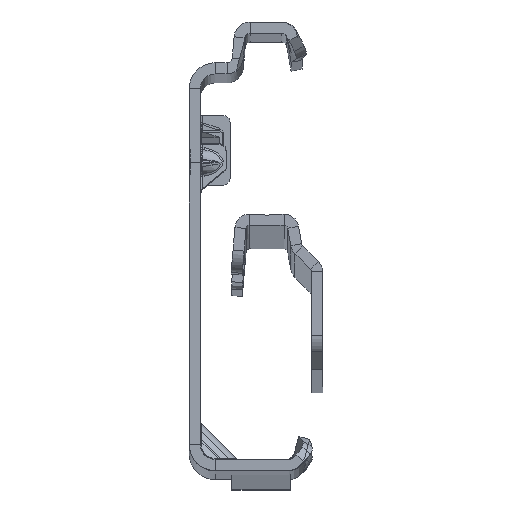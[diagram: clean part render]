
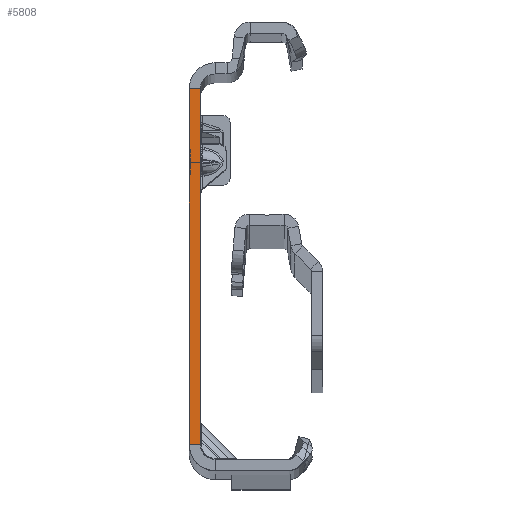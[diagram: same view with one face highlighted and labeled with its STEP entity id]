
A CAD part, top view. The second image highlights one B-rep face of the part: STEP entity #5808.
In plain terms, the highlighted planar face has unit normal (0, 0, 1).
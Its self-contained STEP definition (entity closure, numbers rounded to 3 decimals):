
#99 = CARTESIAN_POINT ( 'NONE',  ( -1.5, -25.865, 0. ) ) ;
#632 = VECTOR ( 'NONE', #1554, 1000. ) ;
#1554 = DIRECTION ( 'NONE',  ( -1., 0., 0. ) ) ;
#1652 = EDGE_CURVE ( 'NONE', #10254, #10105, #7815, .T. ) ;
#1705 = PLANE ( 'NONE',  #7378 ) ;
#1943 = EDGE_CURVE ( 'NONE', #10254, #13906, #3784, .T. ) ;
#2069 = ORIENTED_EDGE ( 'NONE', *, *, #1943, .F. ) ;
#2566 = VERTEX_POINT ( 'NONE', #99 ) ;
#2719 = DIRECTION ( 'NONE',  ( -1., 0., 0. ) ) ;
#2762 = ORIENTED_EDGE ( 'NONE', *, *, #6015, .F. ) ;
#2855 = CARTESIAN_POINT ( 'NONE',  ( 0., -25.865, 0. ) ) ;
#3299 = VECTOR ( 'NONE', #2719, 1000. ) ;
#3419 = ORIENTED_EDGE ( 'NONE', *, *, #10601, .T. ) ;
#3670 = VECTOR ( 'NONE', #4345, 1000. ) ;
#3784 = LINE ( 'NONE', #5038, #13775 ) ;
#4054 = CARTESIAN_POINT ( 'NONE',  ( -1.5, -27.865, 0. ) ) ;
#4345 = DIRECTION ( 'NONE',  ( 0., -1., 0. ) ) ;
#4481 = CARTESIAN_POINT ( 'NONE',  ( 0., 22.135, 0. ) ) ;
#5038 = CARTESIAN_POINT ( 'NONE',  ( 0., -27.865, 0. ) ) ;
#5311 = CARTESIAN_POINT ( 'NONE',  ( 0., 22.135, 0. ) ) ;
#5385 = DIRECTION ( 'NONE',  ( 1., 0., 0. ) ) ;
#5808 = ADVANCED_FACE ( 'NONE', ( #13965 ), #1705, .T. ) ;
#6015 = EDGE_CURVE ( 'NONE', #13906, #2566, #12542, .T. ) ;
#6266 = DIRECTION ( 'NONE',  ( 0., -1., 0. ) ) ;
#6485 = ORIENTED_EDGE ( 'NONE', *, *, #1652, .T. ) ;
#7378 = AXIS2_PLACEMENT_3D ( 'NONE', #11906, #10120, #5385 ) ;
#7815 = LINE ( 'NONE', #5311, #632 ) ;
#10105 = VERTEX_POINT ( 'NONE', #14515 ) ;
#10120 = DIRECTION ( 'NONE',  ( 0., 0., 1. ) ) ;
#10254 = VERTEX_POINT ( 'NONE', #4481 ) ;
#10601 = EDGE_CURVE ( 'NONE', #10105, #2566, #13905, .T. ) ;
#11906 = CARTESIAN_POINT ( 'NONE',  ( -1.5, -27.865, 0. ) ) ;
#11999 = EDGE_LOOP ( 'NONE', ( #2069, #6485, #3419, #2762 ) ) ;
#12450 = CARTESIAN_POINT ( 'NONE',  ( 0., -25.865, 0. ) ) ;
#12542 = LINE ( 'NONE', #12450, #3299 ) ;
#13775 = VECTOR ( 'NONE', #6266, 1000. ) ;
#13905 = LINE ( 'NONE', #4054, #3670 ) ;
#13906 = VERTEX_POINT ( 'NONE', #2855 ) ;
#13965 = FACE_OUTER_BOUND ( 'NONE', #11999, .T. ) ;
#14515 = CARTESIAN_POINT ( 'NONE',  ( -1.5, 22.135, 0. ) ) ;
